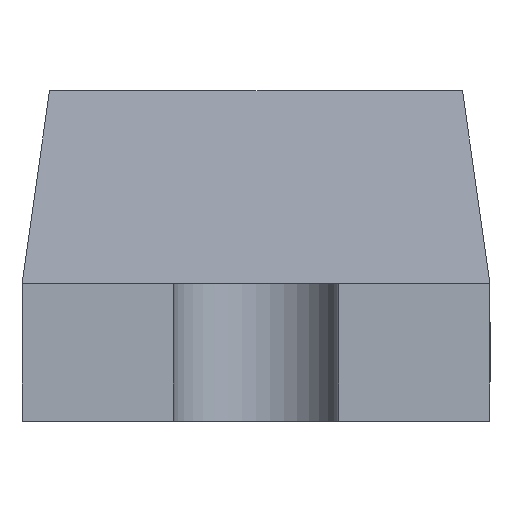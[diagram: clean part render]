
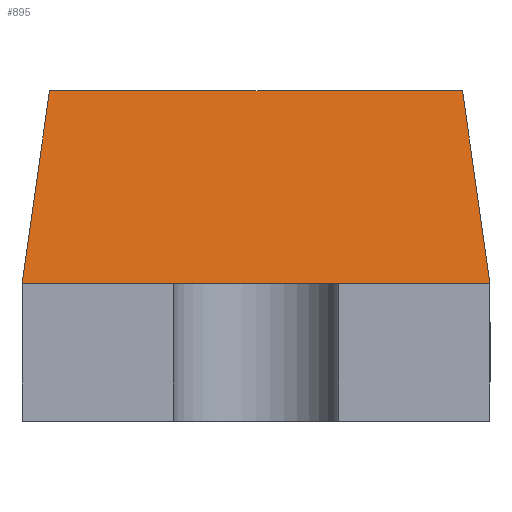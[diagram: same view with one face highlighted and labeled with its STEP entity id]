
A CAD part, left-side view. The second image highlights one B-rep face of the part: STEP entity #895.
In plain terms, the highlighted planar face has unit normal (-0.99, 0, 0.141).
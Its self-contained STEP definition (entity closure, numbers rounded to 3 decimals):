
#856=CARTESIAN_POINT('',(-1.005,-0.935,0.465));
#857=DIRECTION('',(-0.99,0.,0.141));
#858=DIRECTION('',(0.141,0.0,0.99));
#859=AXIS2_PLACEMENT_3D('',#856,#857,#858);
#860=PLANE('',#859);
#861=CARTESIAN_POINT('',(-1.0,-0.85,0.5));
#862=VERTEX_POINT('',#861);
#863=CARTESIAN_POINT('',(-0.9,-0.75,1.2));
#864=VERTEX_POINT('',#863);
#865=CARTESIAN_POINT('',(-1.0,-0.85,0.5));
#866=DIRECTION('',(0.14,0.14,0.98));
#867=VECTOR('',#866,0.714);
#868=LINE('',#865,#867);
#869=EDGE_CURVE('',#862,#864,#868,.T.);
#870=ORIENTED_EDGE('',*,*,#869,.T.);
#871=CARTESIAN_POINT('',(-0.9,0.75,1.2));
#872=VERTEX_POINT('',#871);
#873=CARTESIAN_POINT('',(-0.9,-0.75,1.2));
#874=DIRECTION('',(0.0,1.0,0.0));
#875=VECTOR('',#874,1.5);
#876=LINE('',#873,#875);
#877=EDGE_CURVE('',#864,#872,#876,.T.);
#878=ORIENTED_EDGE('',*,*,#877,.T.);
#879=CARTESIAN_POINT('',(-1.0,0.85,0.5));
#880=VERTEX_POINT('',#879);
#881=CARTESIAN_POINT('',(-0.9,0.75,1.2));
#882=DIRECTION('',(-0.14,0.14,-0.98));
#883=VECTOR('',#882,0.714);
#884=LINE('',#881,#883);
#885=EDGE_CURVE('',#872,#880,#884,.T.);
#886=ORIENTED_EDGE('',*,*,#885,.T.);
#887=CARTESIAN_POINT('',(-1.0,-0.85,0.5));
#888=DIRECTION('',(0.0,1.0,0.0));
#889=VECTOR('',#888,1.7);
#890=LINE('',#887,#889);
#891=EDGE_CURVE('',#862,#880,#890,.T.);
#892=ORIENTED_EDGE('',*,*,#891,.F.);
#893=EDGE_LOOP('',(#870,#878,#886,#892));
#894=FACE_OUTER_BOUND('',#893,.T.);
#895=ADVANCED_FACE('',(#894),#860,.T.);
